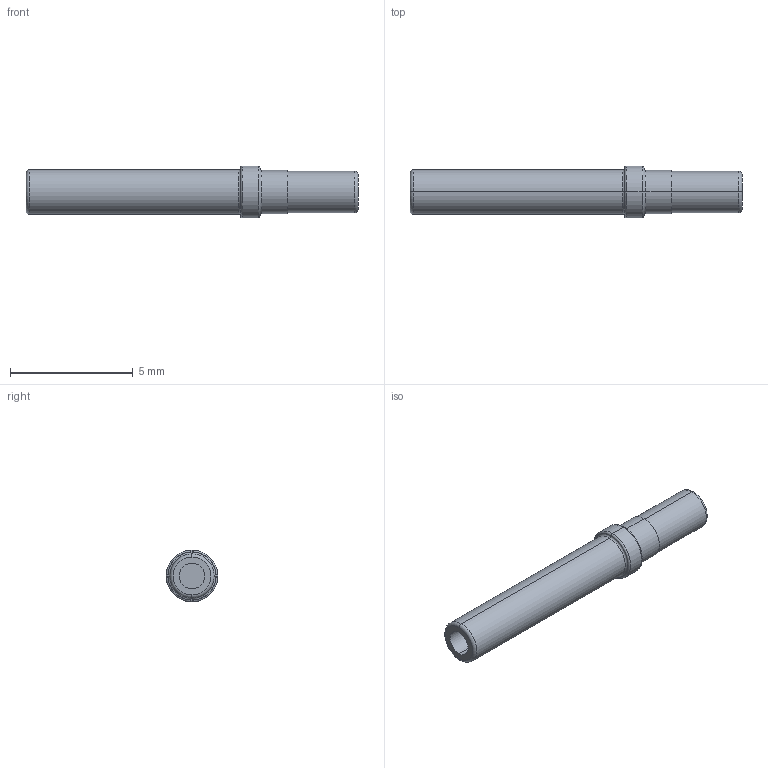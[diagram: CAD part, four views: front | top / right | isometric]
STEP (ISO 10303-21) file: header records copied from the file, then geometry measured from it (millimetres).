
FILE_DESCRIPTION (( 'STEP AP214' ), '1' );
FILE_NAME ('CeramTec_16757-02-A.STEP', '2019-09-24T20:18:33', ( '' ), ( '' ), 'SwSTEP 2.0', 'SolidWorks 2019', '' );
FILE_SCHEMA (( 'AUTOMOTIVE_DESIGN' ));
Length unit declared in the file: inch
Products named in the file (1): CeramTec_16757-02-A
Bounding box: 13.55 x 2.12 x 2.12 mm (x, y, z)
Volume: 24.8 mm3; surface area: 117 mm2
Topology: 1 solids, 1 shells, 33 faces, 64 edges, 38 vertices
Faces by surface type: torus 12, cylinder 12, plane 7, cone 2
Entity records: 896 total; most frequent: DIRECTION 182, CARTESIAN_POINT 136, ORIENTED_EDGE 128, AXIS2_PLACEMENT_3D 84, EDGE_CURVE 64, CIRCLE 50, VERTEX_POINT 38, EDGE_LOOP 38
